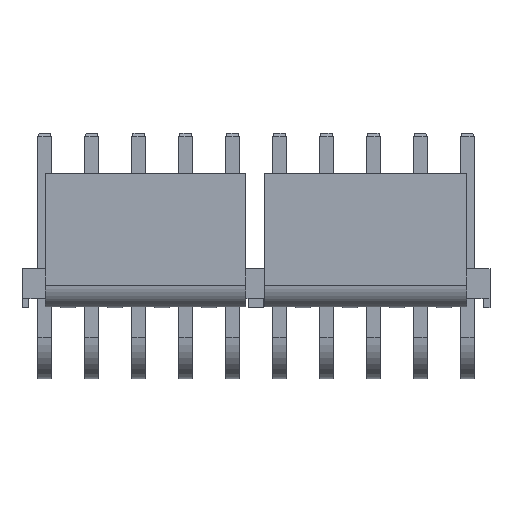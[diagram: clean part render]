
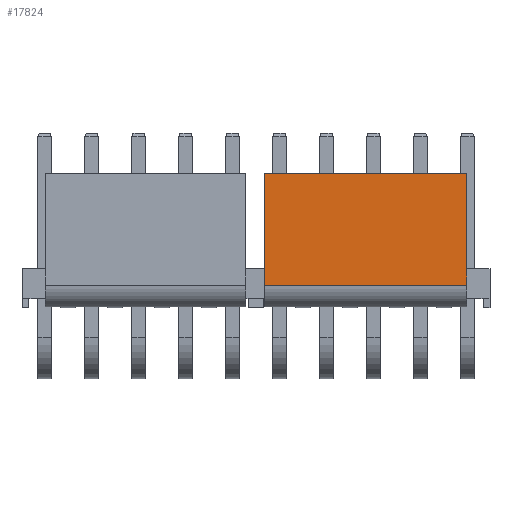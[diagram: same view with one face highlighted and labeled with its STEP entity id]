
A CAD part, top view. The second image highlights one B-rep face of the part: STEP entity #17824.
In plain terms, the highlighted planar face has unit normal (0, 0, 1).
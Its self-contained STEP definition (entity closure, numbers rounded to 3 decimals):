
#2556 = PLANE('',#2557);
#2557 = AXIS2_PLACEMENT_3D('',#2558,#2559,#2560);
#2558 = CARTESIAN_POINT('',(35.565,19.345,10.01));
#2559 = DIRECTION('',(-1.,0.,0.));
#2560 = DIRECTION('',(0.,-1.,0.));
#3058 = PLANE('',#3059);
#3059 = AXIS2_PLACEMENT_3D('',#3060,#3061,#3062);
#3060 = CARTESIAN_POINT('',(18.537,4.715,10.01));
#3061 = DIRECTION('',(1.,0.,0.));
#3062 = DIRECTION('',(0.,1.,0.));
#9126 = EDGE_CURVE('',#9127,#9129,#9131,.T.);
#9127 = VERTEX_POINT('',#9128);
#9128 = CARTESIAN_POINT('',(18.537,7.32,10.01));
#9129 = VERTEX_POINT('',#9130);
#9130 = CARTESIAN_POINT('',(18.537,16.74,10.01));
#9131 = SURFACE_CURVE('',#9132,(#9136,#9143),.PCURVE_S1.);
#9132 = LINE('',#9133,#9134);
#9133 = CARTESIAN_POINT('',(18.537,4.715,10.01));
#9134 = VECTOR('',#9135,1.);
#9135 = DIRECTION('',(0.,1.,0.));
#9136 = PCURVE('',#3058,#9137);
#9137 = DEFINITIONAL_REPRESENTATION('',(#9138),#9142);
#9138 = LINE('',#9139,#9140);
#9139 = CARTESIAN_POINT('',(0.,0.));
#9140 = VECTOR('',#9141,1.);
#9141 = DIRECTION('',(1.,0.));
#9142 = ( GEOMETRIC_REPRESENTATION_CONTEXT(2)
PARAMETRIC_REPRESENTATION_CONTEXT() REPRESENTATION_CONTEXT('2D SPACE',''
) );
#9143 = PCURVE('',#9144,#9149);
#9144 = PLANE('',#9145);
#9145 = AXIS2_PLACEMENT_3D('',#9146,#9147,#9148);
#9146 = CARTESIAN_POINT('',(37.545,16.74,10.01));
#9147 = DIRECTION('',(0.,0.,1.));
#9148 = DIRECTION('',(0.,-1.,0.));
#9149 = DEFINITIONAL_REPRESENTATION('',(#9150),#9154);
#9150 = LINE('',#9151,#9152);
#9151 = CARTESIAN_POINT('',(12.025,-19.008));
#9152 = VECTOR('',#9153,1.);
#9153 = DIRECTION('',(-1.,0.));
#9154 = ( GEOMETRIC_REPRESENTATION_CONTEXT(2)
PARAMETRIC_REPRESENTATION_CONTEXT() REPRESENTATION_CONTEXT('2D SPACE',''
) );
#9173 = CYLINDRICAL_SURFACE('',#9174,1.948);
#9174 = AXIS2_PLACEMENT_3D('',#9175,#9176,#9177);
#9175 = CARTESIAN_POINT('',(37.545,7.357,8.063));
#9176 = DIRECTION('',(1.,0.,0.));
#9177 = DIRECTION('',(0.,-0.019,
1.));
#9405 = PLANE('',#9406);
#9406 = AXIS2_PLACEMENT_3D('',#9407,#9408,#9409);
#9407 = CARTESIAN_POINT('',(37.545,16.74,9.24));
#9408 = DIRECTION('',(0.,1.,0.));
#9409 = DIRECTION('',(0.,0.,1.));
#10209 = EDGE_CURVE('',#10210,#10212,#10214,.T.);
#10210 = VERTEX_POINT('',#10211);
#10211 = CARTESIAN_POINT('',(35.565,16.74,10.01));
#10212 = VERTEX_POINT('',#10213);
#10213 = CARTESIAN_POINT('',(35.565,7.32,10.01));
#10214 = SURFACE_CURVE('',#10215,(#10219,#10226),.PCURVE_S1.);
#10215 = LINE('',#10216,#10217);
#10216 = CARTESIAN_POINT('',(35.565,19.345,10.01));
#10217 = VECTOR('',#10218,1.);
#10218 = DIRECTION('',(0.,-1.,0.));
#10219 = PCURVE('',#2556,#10220);
#10220 = DEFINITIONAL_REPRESENTATION('',(#10221),#10225);
#10221 = LINE('',#10222,#10223);
#10222 = CARTESIAN_POINT('',(0.,0.));
#10223 = VECTOR('',#10224,1.);
#10224 = DIRECTION('',(1.,0.));
#10225 = ( GEOMETRIC_REPRESENTATION_CONTEXT(2)
PARAMETRIC_REPRESENTATION_CONTEXT() REPRESENTATION_CONTEXT('2D SPACE',''
) );
#10226 = PCURVE('',#9144,#10227);
#10227 = DEFINITIONAL_REPRESENTATION('',(#10228),#10232);
#10228 = LINE('',#10229,#10230);
#10229 = CARTESIAN_POINT('',(-2.605,-1.98));
#10230 = VECTOR('',#10231,1.);
#10231 = DIRECTION('',(1.,0.));
#10232 = ( GEOMETRIC_REPRESENTATION_CONTEXT(2)
PARAMETRIC_REPRESENTATION_CONTEXT() REPRESENTATION_CONTEXT('2D SPACE',''
) );
#17824 = ADVANCED_FACE('',(#17825),#9144,.T.);
#17825 = FACE_BOUND('',#17826,.T.);
#17826 = EDGE_LOOP('',(#17827,#17828,#17849,#17850));
#17827 = ORIENTED_EDGE('',*,*,#10209,.F.);
#17828 = ORIENTED_EDGE('',*,*,#17829,.T.);
#17829 = EDGE_CURVE('',#10210,#9129,#17830,.T.);
#17830 = SURFACE_CURVE('',#17831,(#17835,#17842),.PCURVE_S1.);
#17831 = LINE('',#17832,#17833);
#17832 = CARTESIAN_POINT('',(37.545,16.74,10.01));
#17833 = VECTOR('',#17834,1.);
#17834 = DIRECTION('',(-1.,0.,0.));
#17835 = PCURVE('',#9144,#17836);
#17836 = DEFINITIONAL_REPRESENTATION('',(#17837),#17841);
#17837 = LINE('',#17838,#17839);
#17838 = CARTESIAN_POINT('',(0.,0.));
#17839 = VECTOR('',#17840,1.);
#17840 = DIRECTION('',(0.,-1.));
#17841 = ( GEOMETRIC_REPRESENTATION_CONTEXT(2)
PARAMETRIC_REPRESENTATION_CONTEXT() REPRESENTATION_CONTEXT('2D SPACE',''
) );
#17842 = PCURVE('',#9405,#17843);
#17843 = DEFINITIONAL_REPRESENTATION('',(#17844),#17848);
#17844 = LINE('',#17845,#17846);
#17845 = CARTESIAN_POINT('',(0.77,0.));
#17846 = VECTOR('',#17847,1.);
#17847 = DIRECTION('',(0.,-1.));
#17848 = ( GEOMETRIC_REPRESENTATION_CONTEXT(2)
PARAMETRIC_REPRESENTATION_CONTEXT() REPRESENTATION_CONTEXT('2D SPACE',''
) );
#17849 = ORIENTED_EDGE('',*,*,#9126,.F.);
#17850 = ORIENTED_EDGE('',*,*,#17851,.F.);
#17851 = EDGE_CURVE('',#10212,#9127,#17852,.T.);
#17852 = SURFACE_CURVE('',#17853,(#17857,#17864),.PCURVE_S1.);
#17853 = LINE('',#17854,#17855);
#17854 = CARTESIAN_POINT('',(37.545,7.32,10.01));
#17855 = VECTOR('',#17856,1.);
#17856 = DIRECTION('',(-1.,0.,0.));
#17857 = PCURVE('',#9144,#17858);
#17858 = DEFINITIONAL_REPRESENTATION('',(#17859),#17863);
#17859 = LINE('',#17860,#17861);
#17860 = CARTESIAN_POINT('',(9.42,0.));
#17861 = VECTOR('',#17862,1.);
#17862 = DIRECTION('',(0.,-1.));
#17863 = ( GEOMETRIC_REPRESENTATION_CONTEXT(2)
PARAMETRIC_REPRESENTATION_CONTEXT() REPRESENTATION_CONTEXT('2D SPACE',''
) );
#17864 = PCURVE('',#9173,#17865);
#17865 = DEFINITIONAL_REPRESENTATION('',(#17866),#17870);
#17866 = LINE('',#17867,#17868);
#17867 = CARTESIAN_POINT('',(0.,0.));
#17868 = VECTOR('',#17869,1.);
#17869 = DIRECTION('',(0.,-1.));
#17870 = ( GEOMETRIC_REPRESENTATION_CONTEXT(2)
PARAMETRIC_REPRESENTATION_CONTEXT() REPRESENTATION_CONTEXT('2D SPACE',''
) );
